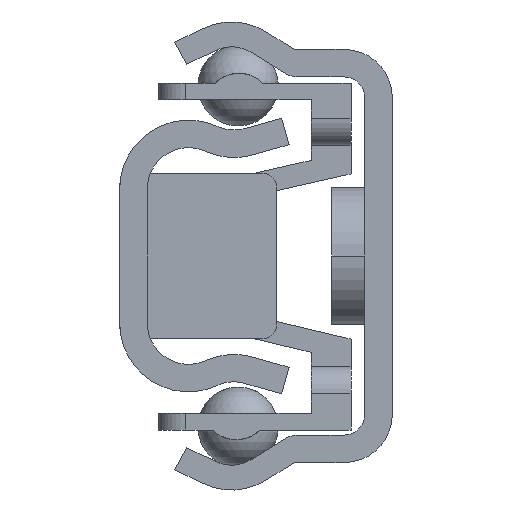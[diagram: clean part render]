
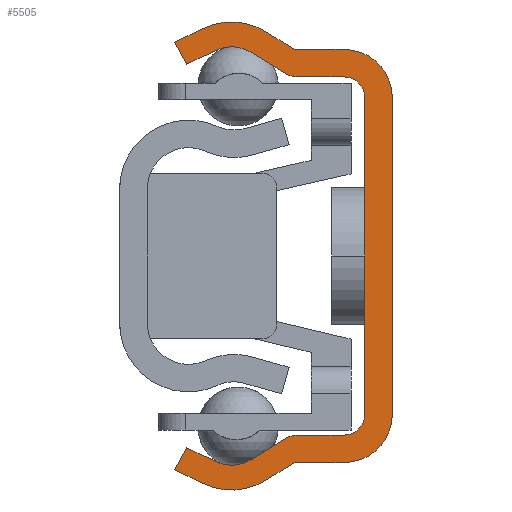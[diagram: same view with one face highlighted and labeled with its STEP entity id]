
A CAD part, front view. The second image highlights one B-rep face of the part: STEP entity #5505.
In plain terms, the highlighted planar face has unit normal (0, -1, 0).
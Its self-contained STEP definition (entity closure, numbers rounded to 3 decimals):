
#4678=CARTESIAN_POINT('',(1.921,0.,-5.75));
#4679=DIRECTION('',(0.,1.,0.));
#4680=DIRECTION('',(1.,0.,0.));
#4681=AXIS2_PLACEMENT_3D('',#4678,#4679,#4680);
#4683=DIRECTION('',(-1.,0.,0.));
#4684=VECTOR('',#4683,1.804);
#4685=CARTESIAN_POINT('',(1.921,0.,-7.5));
#4686=LINE('',#4685,#4684);
#4687=DIRECTION('',(-0.85,0.,-0.527));
#4688=VECTOR('',#4687,1.23);
#4689=CARTESIAN_POINT('',(0.116,0.,-7.5));
#4690=LINE('',#4689,#4688);
#4691=CARTESIAN_POINT('',(-2.167,0.,-6.15));
#4692=DIRECTION('',(0.,1.,0.));
#4693=DIRECTION('',(0.527,0.,-0.85));
#4694=AXIS2_PLACEMENT_3D('',#4691,#4692,#4693);
#4696=DIRECTION('',(-0.899,0.,0.438));
#4697=VECTOR('',#4696,1.15);
#4698=CARTESIAN_POINT('',(-3.195,0.,-8.263));
#4699=LINE('',#4698,#4697);
#4700=DIRECTION('',(0.479,0.,0.878));
#4701=VECTOR('',#4700,0.914);
#4702=CARTESIAN_POINT('',(-4.229,0.,-7.76));
#4703=LINE('',#4702,#4701);
#4704=DIRECTION('',(0.899,0.,-0.438));
#4705=VECTOR('',#4704,1.15);
#4706=CARTESIAN_POINT('',(-3.791,0.,-6.957));
#4707=LINE('',#4706,#4705);
#4708=CARTESIAN_POINT('',(-2.167,0.,-6.246));
#4709=DIRECTION('',(0.,-1.,0.));
#4710=DIRECTION('',(-0.438,0.,-0.899));
#4711=AXIS2_PLACEMENT_3D('',#4708,#4709,#4710);
#4713=DIRECTION('',(0.85,0.,0.527));
#4714=VECTOR('',#4713,1.413);
#4715=CARTESIAN_POINT('',(-1.456,0.,-7.394));
#4716=LINE('',#4715,#4714);
#4717=CARTESIAN_POINT('',(0.272,0.,-7.5));
#4718=DIRECTION('',(0.,1.,0.));
#4719=DIRECTION('',(-0.527,0.,0.85));
#4720=AXIS2_PLACEMENT_3D('',#4717,#4718,#4719);
#4722=DIRECTION('',(1.,0.,0.));
#4723=VECTOR('',#4722,1.649);
#4724=CARTESIAN_POINT('',(0.272,0.,-6.5));
#4725=LINE('',#4724,#4723);
#4726=CARTESIAN_POINT('',(1.921,0.,-5.75));
#4727=DIRECTION('',(0.,-1.,0.));
#4728=DIRECTION('',(0.,0.,-1.));
#4729=AXIS2_PLACEMENT_3D('',#4726,#4727,#4728);
#4731=CARTESIAN_POINT('',(1.921,0.,5.75));
#4732=DIRECTION('',(0.,-1.,0.));
#4733=DIRECTION('',(1.,0.,0.));
#4734=AXIS2_PLACEMENT_3D('',#4731,#4732,#4733);
#4736=DIRECTION('',(-1.,0.,0.));
#4737=VECTOR('',#4736,1.649);
#4738=CARTESIAN_POINT('',(1.921,0.,6.5));
#4739=LINE('',#4738,#4737);
#4740=CARTESIAN_POINT('',(0.272,0.,7.5));
#4741=DIRECTION('',(0.,1.,0.));
#4742=DIRECTION('',(0.,0.,-1.));
#4743=AXIS2_PLACEMENT_3D('',#4740,#4741,#4742);
#4745=DIRECTION('',(-0.85,0.,0.527));
#4746=VECTOR('',#4745,1.413);
#4747=CARTESIAN_POINT('',(-0.255,0.,6.65));
#4748=LINE('',#4747,#4746);
#4749=CARTESIAN_POINT('',(-2.167,0.,6.246));
#4750=DIRECTION('',(0.,-1.,0.));
#4751=DIRECTION('',(0.527,0.,0.85));
#4752=AXIS2_PLACEMENT_3D('',#4749,#4750,#4751);
#4754=DIRECTION('',(-0.899,0.,-0.438));
#4755=VECTOR('',#4754,1.15);
#4756=CARTESIAN_POINT('',(-2.757,0.,7.46));
#4757=LINE('',#4756,#4755);
#4758=DIRECTION('',(-0.479,0.,0.878));
#4759=VECTOR('',#4758,0.914);
#4760=CARTESIAN_POINT('',(-3.791,0.,6.957));
#4761=LINE('',#4760,#4759);
#4762=DIRECTION('',(0.899,0.,0.438));
#4763=VECTOR('',#4762,1.15);
#4764=CARTESIAN_POINT('',(-4.229,0.,7.76));
#4765=LINE('',#4764,#4763);
#4766=CARTESIAN_POINT('',(-2.167,0.,6.15));
#4767=DIRECTION('',(0.,1.,0.));
#4768=DIRECTION('',(-0.438,0.,0.899));
#4769=AXIS2_PLACEMENT_3D('',#4766,#4767,#4768);
#4771=DIRECTION('',(0.85,0.,-0.527));
#4772=VECTOR('',#4771,1.23);
#4773=CARTESIAN_POINT('',(-0.929,0.,8.148));
#4774=LINE('',#4773,#4772);
#4775=DIRECTION('',(1.,0.,0.));
#4776=VECTOR('',#4775,1.804);
#4777=CARTESIAN_POINT('',(0.116,0.,7.5));
#4778=LINE('',#4777,#4776);
#4779=CARTESIAN_POINT('',(1.921,0.,5.75));
#4780=DIRECTION('',(0.,1.,0.));
#4781=DIRECTION('',(0.,0.,1.));
#4782=AXIS2_PLACEMENT_3D('',#4779,#4780,#4781);
#4802=DIRECTION('',(0.,0.,1.));
#4803=VECTOR('',#4802,11.5);
#4804=CARTESIAN_POINT('',(3.671,0.,-5.75));
#4805=LINE('',#4804,#4803);
#4876=DIRECTION('',(0.,0.,-1.));
#4877=VECTOR('',#4876,11.5);
#4878=CARTESIAN_POINT('',(2.671,0.,5.75));
#4879=LINE('',#4878,#4877);
#5270=CARTESIAN_POINT('',(3.671,0.,-5.75));
#5271=CARTESIAN_POINT('',(1.921,0.,-7.5));
#5272=VERTEX_POINT('',#5270);
#5273=VERTEX_POINT('',#5271);
#5274=CARTESIAN_POINT('',(0.116,0.,-7.5));
#5275=VERTEX_POINT('',#5274);
#5276=CARTESIAN_POINT('',(-0.929,0.,-8.148));
#5277=VERTEX_POINT('',#5276);
#5278=CARTESIAN_POINT('',(-3.195,0.,-8.263));
#5279=VERTEX_POINT('',#5278);
#5280=CARTESIAN_POINT('',(-4.229,0.,-7.76));
#5281=VERTEX_POINT('',#5280);
#5282=CARTESIAN_POINT('',(-3.791,0.,-6.957));
#5283=VERTEX_POINT('',#5282);
#5284=CARTESIAN_POINT('',(-2.757,0.,-7.46));
#5285=VERTEX_POINT('',#5284);
#5286=CARTESIAN_POINT('',(-1.456,0.,-7.394));
#5287=VERTEX_POINT('',#5286);
#5288=CARTESIAN_POINT('',(-0.255,0.,-6.65));
#5289=VERTEX_POINT('',#5288);
#5290=CARTESIAN_POINT('',(0.272,0.,-6.5));
#5291=VERTEX_POINT('',#5290);
#5292=CARTESIAN_POINT('',(1.921,0.,-6.5));
#5293=VERTEX_POINT('',#5292);
#5294=CARTESIAN_POINT('',(2.671,0.,-5.75));
#5295=VERTEX_POINT('',#5294);
#5296=CARTESIAN_POINT('',(2.671,0.,5.75));
#5297=CARTESIAN_POINT('',(1.921,0.,6.5));
#5298=VERTEX_POINT('',#5296);
#5299=VERTEX_POINT('',#5297);
#5300=CARTESIAN_POINT('',(0.272,0.,6.5));
#5301=VERTEX_POINT('',#5300);
#5302=CARTESIAN_POINT('',(-0.255,0.,6.65));
#5303=VERTEX_POINT('',#5302);
#5304=CARTESIAN_POINT('',(-1.456,0.,7.394));
#5305=VERTEX_POINT('',#5304);
#5306=CARTESIAN_POINT('',(-2.757,0.,7.46));
#5307=VERTEX_POINT('',#5306);
#5308=CARTESIAN_POINT('',(-3.791,0.,6.957));
#5309=VERTEX_POINT('',#5308);
#5310=CARTESIAN_POINT('',(-4.229,0.,7.76));
#5311=VERTEX_POINT('',#5310);
#5312=CARTESIAN_POINT('',(-3.195,0.,8.263));
#5313=VERTEX_POINT('',#5312);
#5314=CARTESIAN_POINT('',(-0.929,0.,8.148));
#5315=VERTEX_POINT('',#5314);
#5316=CARTESIAN_POINT('',(0.116,0.,7.5));
#5317=VERTEX_POINT('',#5316);
#5318=CARTESIAN_POINT('',(1.921,0.,7.5));
#5319=VERTEX_POINT('',#5318);
#5320=CARTESIAN_POINT('',(3.671,0.,5.75));
#5321=VERTEX_POINT('',#5320);
#5446=CARTESIAN_POINT('',(0.,0.,0.));
#5447=DIRECTION('',(0.,1.,0.));
#5448=DIRECTION('',(1.,0.,0.));
#5449=AXIS2_PLACEMENT_3D('',#5446,#5447,#5448);
#5450=PLANE('',#5449);
#5452=ORIENTED_EDGE('',*,*,#5451,.T.);
#5454=ORIENTED_EDGE('',*,*,#5453,.T.);
#5456=ORIENTED_EDGE('',*,*,#5455,.T.);
#5458=ORIENTED_EDGE('',*,*,#5457,.T.);
#5460=ORIENTED_EDGE('',*,*,#5459,.T.);
#5462=ORIENTED_EDGE('',*,*,#5461,.T.);
#5464=ORIENTED_EDGE('',*,*,#5463,.T.);
#5466=ORIENTED_EDGE('',*,*,#5465,.T.);
#5468=ORIENTED_EDGE('',*,*,#5467,.T.);
#5470=ORIENTED_EDGE('',*,*,#5469,.T.);
#5472=ORIENTED_EDGE('',*,*,#5471,.T.);
#5474=ORIENTED_EDGE('',*,*,#5473,.T.);
#5476=ORIENTED_EDGE('',*,*,#5475,.F.);
#5478=ORIENTED_EDGE('',*,*,#5477,.T.);
#5480=ORIENTED_EDGE('',*,*,#5479,.T.);
#5482=ORIENTED_EDGE('',*,*,#5481,.T.);
#5484=ORIENTED_EDGE('',*,*,#5483,.T.);
#5486=ORIENTED_EDGE('',*,*,#5485,.T.);
#5488=ORIENTED_EDGE('',*,*,#5487,.T.);
#5490=ORIENTED_EDGE('',*,*,#5489,.T.);
#5492=ORIENTED_EDGE('',*,*,#5491,.T.);
#5494=ORIENTED_EDGE('',*,*,#5493,.T.);
#5496=ORIENTED_EDGE('',*,*,#5495,.T.);
#5498=ORIENTED_EDGE('',*,*,#5497,.T.);
#5500=ORIENTED_EDGE('',*,*,#5499,.T.);
#5502=ORIENTED_EDGE('',*,*,#5501,.F.);
#5503=EDGE_LOOP('',(#5452,#5454,#5456,#5458,#5460,#5462,#5464,#5466,#5468,#5470,
#5472,#5474,#5476,#5478,#5480,#5482,#5484,#5486,#5488,#5490,#5492,#5494,#5496,
#5498,#5500,#5502));
#5504=FACE_OUTER_BOUND('',#5503,.F.);
#5505=ADVANCED_FACE('',(#5504),#5450,.F.);
#4682=CIRCLE('',#4681,1.75);
#4695=CIRCLE('',#4694,2.35);
#4712=CIRCLE('',#4711,1.35);
#4721=CIRCLE('',#4720,1.);
#4730=CIRCLE('',#4729,0.75);
#4735=CIRCLE('',#4734,0.75);
#4744=CIRCLE('',#4743,1.);
#4753=CIRCLE('',#4752,1.35);
#4770=CIRCLE('',#4769,2.35);
#4783=CIRCLE('',#4782,1.75);
#5451=EDGE_CURVE('',#5272,#5273,#4682,.T.);
#5453=EDGE_CURVE('',#5273,#5275,#4686,.T.);
#5455=EDGE_CURVE('',#5275,#5277,#4690,.T.);
#5457=EDGE_CURVE('',#5277,#5279,#4695,.T.);
#5459=EDGE_CURVE('',#5279,#5281,#4699,.T.);
#5461=EDGE_CURVE('',#5281,#5283,#4703,.T.);
#5463=EDGE_CURVE('',#5283,#5285,#4707,.T.);
#5465=EDGE_CURVE('',#5285,#5287,#4712,.T.);
#5467=EDGE_CURVE('',#5287,#5289,#4716,.T.);
#5469=EDGE_CURVE('',#5289,#5291,#4721,.T.);
#5471=EDGE_CURVE('',#5291,#5293,#4725,.T.);
#5473=EDGE_CURVE('',#5293,#5295,#4730,.T.);
#5475=EDGE_CURVE('',#5298,#5295,#4879,.T.);
#5477=EDGE_CURVE('',#5298,#5299,#4735,.T.);
#5479=EDGE_CURVE('',#5299,#5301,#4739,.T.);
#5481=EDGE_CURVE('',#5301,#5303,#4744,.T.);
#5483=EDGE_CURVE('',#5303,#5305,#4748,.T.);
#5485=EDGE_CURVE('',#5305,#5307,#4753,.T.);
#5487=EDGE_CURVE('',#5307,#5309,#4757,.T.);
#5489=EDGE_CURVE('',#5309,#5311,#4761,.T.);
#5491=EDGE_CURVE('',#5311,#5313,#4765,.T.);
#5493=EDGE_CURVE('',#5313,#5315,#4770,.T.);
#5495=EDGE_CURVE('',#5315,#5317,#4774,.T.);
#5497=EDGE_CURVE('',#5317,#5319,#4778,.T.);
#5499=EDGE_CURVE('',#5319,#5321,#4783,.T.);
#5501=EDGE_CURVE('',#5272,#5321,#4805,.T.);
